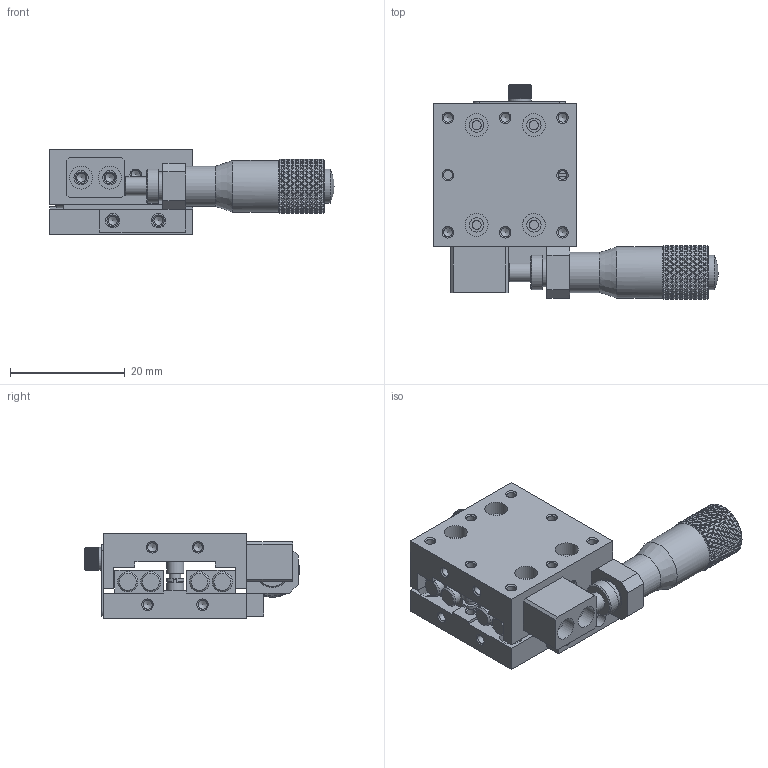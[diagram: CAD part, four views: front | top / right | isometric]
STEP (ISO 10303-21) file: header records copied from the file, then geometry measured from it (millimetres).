
FILE_DESCRIPTION (( 'STEP AP203' ), '1' );
FILE_NAME ('528847.STEP', '2024-10-16T07:22:05', ( 'Windows User' ), ( 'P R C' ), 'SwSTEP 2.0', 'SolidWorks 2020', '' );
FILE_SCHEMA (( 'CONFIG_CONTROL_DESIGN' ));
Products named in the file (1): 528847
Bounding box: 49.7 x 37.5 x 15 mm (x, y, z)
Volume: 9753.4 mm3; surface area: 8199.9 mm2
Topology: 3 solids, 5 shells, 2466 faces, 5052 edges, 2652 vertices
Faces by surface type: bspline 1441, cylinder 552, plane 241, cone 231, torus 1
Full cylindrical faces by diameter (mm): 1.567 x31, 1.6 x8, 2 x3, 2.5 x19, 3 x12, 3.25 x1, 3.5 x8, 4 x11, 4.2 x4, 5 x2, 6 x4, 7 x1, 7.4 x1, 9 x1
Entity records: 89154 total; most frequent: CARTESIAN_POINT 55487, ORIENTED_EDGE 9638, EDGE_CURVE 4819, DIRECTION 3598, EDGE_LOOP 2732, VERTEX_POINT 2593, FACE_OUTER_BOUND 2572, ADVANCED_FACE 2466
